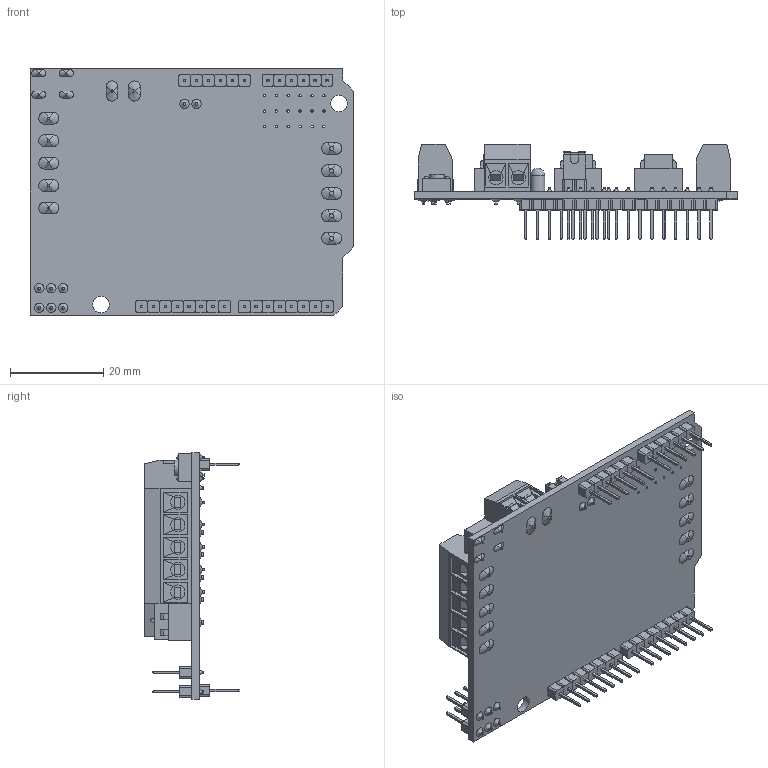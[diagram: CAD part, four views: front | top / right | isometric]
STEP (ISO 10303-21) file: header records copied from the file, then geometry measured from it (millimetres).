
FILE_DESCRIPTION(/* description */ (''),/* implementation_level */ '2;1');
FILE_NAME(/* name */ 'Adafruit Motor Sheild 1.2.ipt.stp',/* time_stamp */ '2014-02-26T18:17:13-05:00',/* author */ ('Spooner'),/* organization */ (''),/* preprocessor_version */ 'ST-DEVELOPER v15.2',/* originating_system */ 'Autodesk Inventor 2014',/* authorisation */ '');
FILE_SCHEMA (('AUTOMOTIVE_DESIGN { 1 0 10303 214 3 1 1 }'));
Length unit declared in the file: inch
Products named in the file (1): Adafruit Motor Sheild 1.2
Bounding box: 69.39 x 20.35 x 53.04 mm (x, y, z)
Volume: 14097.6 mm3; surface area: 13876.3 mm2
Topology: 1 solids, 1 shells, 1545 faces, 3638 edges, 2286 vertices
Faces by surface type: plane 1066, cylinder 322, torus 84, bspline 64, sphere 5, cone 4
Full cylindrical faces by diameter (mm): 0.254 x4, 0.508 x61, 0.762 x12, 0.889 x5, 1.27 x18, 3.048 x20, 3.175 x5, 3.251 x1, 3.302 x12, 3.581 x2
Entity records: 46506 total; most frequent: CARTESIAN_POINT 10377, DIRECTION 7069, ORIENTED_EDGE 6826, EDGE_CURVE 3413, LINE 2449, VECTOR 2449, AXIS2_PLACEMENT_3D 2310, VERTEX_POINT 2246
